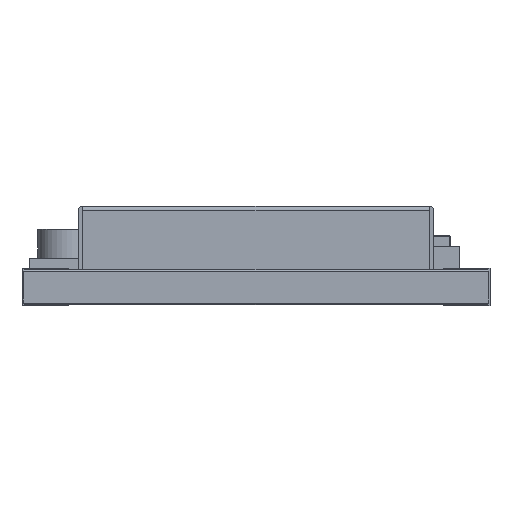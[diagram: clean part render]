
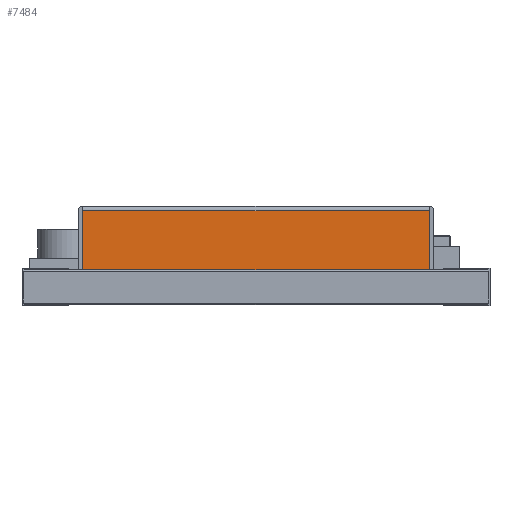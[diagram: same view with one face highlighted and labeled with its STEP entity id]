
A CAD part, front view. The second image highlights one B-rep face of the part: STEP entity #7484.
In plain terms, the highlighted planar face has unit normal (0, -1, 0).
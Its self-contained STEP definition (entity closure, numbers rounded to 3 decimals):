
#335=PLANE('',#7933);
#773=FACE_OUTER_BOUND('',#1211,.T.);
#1211=EDGE_LOOP('',(#6663,#6664,#6665,#6666));
#2143=LINE('',#11622,#3053);
#2197=LINE('',#11740,#3107);
#2199=LINE('',#11744,#3109);
#2203=LINE('',#11757,#3113);
#3053=VECTOR('',#9559,12.);
#3107=VECTOR('',#9705,12.);
#3109=VECTOR('',#9711,2.05);
#3113=VECTOR('',#9729,2.05);
#3759=VERTEX_POINT('',#11619);
#3760=VERTEX_POINT('',#11621);
#3777=VERTEX_POINT('',#11737);
#3778=VERTEX_POINT('',#11739);
#4699=EDGE_CURVE('',#3759,#3760,#2143,.T.);
#4758=EDGE_CURVE('',#3777,#3778,#2197,.T.);
#4761=EDGE_CURVE('',#3760,#3777,#2199,.T.);
#4767=EDGE_CURVE('',#3759,#3778,#2203,.T.);
#6663=ORIENTED_EDGE('',*,*,#4758,.F.);
#6664=ORIENTED_EDGE('',*,*,#4761,.F.);
#6665=ORIENTED_EDGE('',*,*,#4699,.F.);
#6666=ORIENTED_EDGE('',*,*,#4767,.T.);
#7484=ADVANCED_FACE('',(#773),#335,.T.);
#7933=AXIS2_PLACEMENT_3D('',#11758,#9730,#9731);
#9559=DIRECTION('',(-1.,0.,0.));
#9705=DIRECTION('',(1.,0.,0.));
#9711=DIRECTION('',(0.,0.,1.));
#9729=DIRECTION('',(0.,0.,1.));
#9730=DIRECTION('center_axis',(0.,-1.,0.));
#9731=DIRECTION('ref_axis',(1.,0.,0.));
#11619=CARTESIAN_POINT('',(6.,-9.7,1.2));
#11621=CARTESIAN_POINT('',(-6.,-9.7,1.2));
#11622=CARTESIAN_POINT('',(-3.,-9.7,1.2));
#11737=CARTESIAN_POINT('',(-6.,-9.7,3.25));
#11739=CARTESIAN_POINT('',(6.,-9.7,3.25));
#11740=CARTESIAN_POINT('',(-3.,-9.7,3.25));
#11744=CARTESIAN_POINT('',(-6.,-9.7,1.2));
#11757=CARTESIAN_POINT('',(6.,-9.7,1.2));
#11758=CARTESIAN_POINT('Origin',(-6.,-9.7,1.2));
